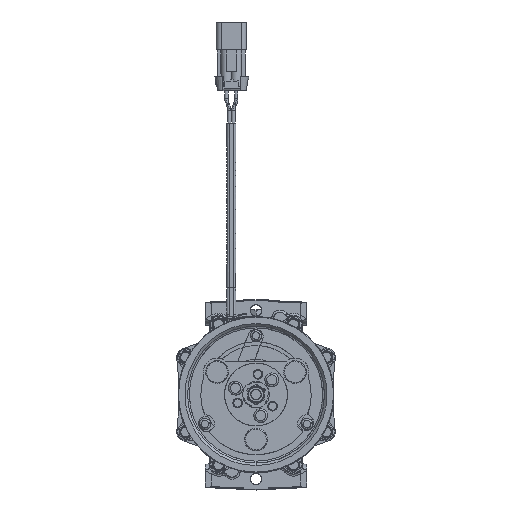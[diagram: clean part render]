
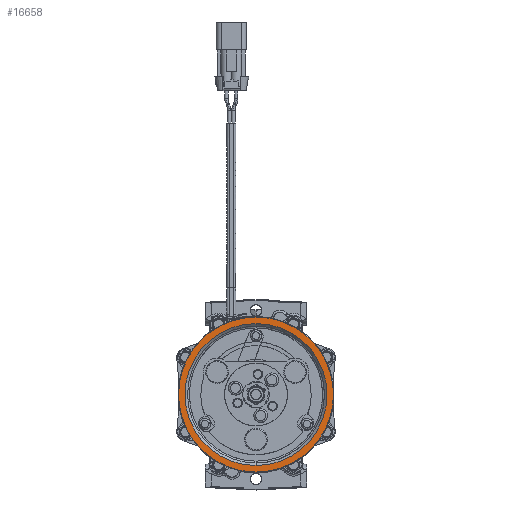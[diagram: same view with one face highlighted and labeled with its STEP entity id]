
A CAD part, top view. The second image highlights one B-rep face of the part: STEP entity #16658.
In plain terms, the highlighted planar face has unit normal (0, 0, 1).
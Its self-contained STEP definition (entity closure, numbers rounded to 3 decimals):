
#16550=CARTESIAN_POINT('Vertex',(0.,56.,176.59)) ;
#16553=CARTESIAN_POINT('Axis2P3D Location',(0.,0.,176.59)) ;
#16557=CARTESIAN_POINT('Vertex',(0.,-56.,176.59)) ;
#16577=CARTESIAN_POINT('Axis2P3D Location',(0.,0.,176.59)) ;
#16589=CARTESIAN_POINT('Axis2P3D Location',(29.293,53.62,176.59)) ;
#16595=CARTESIAN_POINT('Control Point',(0.,-61.1,176.59)) ;
#16596=CARTESIAN_POINT('Control Point',(5.744,-61.1,176.59)) ;
#16597=CARTESIAN_POINT('Control Point',(11.488,-60.425,176.59)) ;
#16598=CARTESIAN_POINT('Control Point',(17.126,-59.075,176.59)) ;
#16599=CARTESIAN_POINT('Control Point',(27.98,-55.075,176.59)) ;
#16600=CARTESIAN_POINT('Control Point',(37.611,-48.668,176.59)) ;
#16601=CARTESIAN_POINT('Control Point',(42.026,-44.911,176.59)) ;
#16602=CARTESIAN_POINT('Control Point',(49.891,-36.429,176.59)) ;
#16603=CARTESIAN_POINT('Control Point',(55.575,-26.355,176.59)) ;
#16604=CARTESIAN_POINT('Control Point',(57.81,-21.005,176.59)) ;
#16605=CARTESIAN_POINT('Control Point',(60.98,-9.881,176.59)) ;
#16606=CARTESIAN_POINT('Control Point',(61.485,1.675,176.59)) ;
#16607=CARTESIAN_POINT('Control Point',(61.054,7.457,176.59)) ;
#16608=CARTESIAN_POINT('Control Point',(58.841,18.81,176.59)) ;
#16609=CARTESIAN_POINT('Control Point',(54.057,29.342,176.59)) ;
#16610=CARTESIAN_POINT('Control Point',(51.055,34.301,176.59)) ;
#16611=CARTESIAN_POINT('Control Point',(43.94,43.422,176.59)) ;
#16612=CARTESIAN_POINT('Control Point',(34.905,50.644,176.59)) ;
#16613=CARTESIAN_POINT('Control Point',(29.981,53.706,176.59)) ;
#16614=CARTESIAN_POINT('Control Point',(21.165,57.837,176.59)) ;
#16615=CARTESIAN_POINT('Control Point',(11.744,60.154,176.59)) ;
#16616=CARTESIAN_POINT('Control Point',(7.852,60.785,176.59)) ;
#16617=CARTESIAN_POINT('Control Point',(3.926,61.1,176.59)) ;
#16618=CARTESIAN_POINT('Control Point',(0.,61.1,176.59)) ;
#16619=CARTESIAN_POINT('Vertex',(0.,-61.1,176.59)) ;
#16621=CARTESIAN_POINT('Vertex',(0.,61.1,176.59)) ;
#16625=CARTESIAN_POINT('Control Point',(0.,61.1,176.59)) ;
#16626=CARTESIAN_POINT('Control Point',(-5.744,61.1,176.59)) ;
#16627=CARTESIAN_POINT('Control Point',(-11.488,60.425,176.59)) ;
#16628=CARTESIAN_POINT('Control Point',(-17.126,59.075,176.59)) ;
#16629=CARTESIAN_POINT('Control Point',(-27.98,55.075,176.59)) ;
#16630=CARTESIAN_POINT('Control Point',(-37.611,48.668,176.59)) ;
#16631=CARTESIAN_POINT('Control Point',(-42.026,44.911,176.59)) ;
#16632=CARTESIAN_POINT('Control Point',(-49.891,36.429,176.59)) ;
#16633=CARTESIAN_POINT('Control Point',(-55.575,26.355,176.59)) ;
#16634=CARTESIAN_POINT('Control Point',(-57.81,21.005,176.59)) ;
#16635=CARTESIAN_POINT('Control Point',(-60.98,9.881,176.59)) ;
#16636=CARTESIAN_POINT('Control Point',(-61.485,-1.675,176.59)) ;
#16637=CARTESIAN_POINT('Control Point',(-61.054,-7.457,176.59)) ;
#16638=CARTESIAN_POINT('Control Point',(-58.841,-18.81,176.59)) ;
#16639=CARTESIAN_POINT('Control Point',(-54.057,-29.342,176.59)) ;
#16640=CARTESIAN_POINT('Control Point',(-51.055,-34.301,176.59)) ;
#16641=CARTESIAN_POINT('Control Point',(-43.94,-43.422,176.59)) ;
#16642=CARTESIAN_POINT('Control Point',(-34.905,-50.644,176.59)) ;
#16643=CARTESIAN_POINT('Control Point',(-29.981,-53.706,176.59)) ;
#16644=CARTESIAN_POINT('Control Point',(-21.165,-57.837,176.59)) ;
#16645=CARTESIAN_POINT('Control Point',(-11.744,-60.154,176.59)) ;
#16646=CARTESIAN_POINT('Control Point',(-7.852,-60.785,176.59)) ;
#16647=CARTESIAN_POINT('Control Point',(-3.926,-61.1,176.59)) ;
#16648=CARTESIAN_POINT('Control Point',(0.,-61.1,176.59)) ;
#16554=DIRECTION('Axis2P3D Direction',(0.,0.,1.)) ;
#16578=DIRECTION('Axis2P3D Direction',(0.,0.,1.)) ;
#16590=DIRECTION('Axis2P3D Direction',(0.,0.,1.)) ;
#16591=DIRECTION('Axis2P3D XDirection',(1.,0.,0.)) ;
#16555=AXIS2_PLACEMENT_3D('Circle Axis2P3D',#16553,#16554,$) ;
#16579=AXIS2_PLACEMENT_3D('Circle Axis2P3D',#16577,#16578,$) ;
#16592=AXIS2_PLACEMENT_3D('Plane Axis2P3D',#16589,#16590,#16591) ;
#16651=ORIENTED_EDGE('',*,*,#16623,.T.) ;
#16652=ORIENTED_EDGE('',*,*,#16649,.T.) ;
#16655=ORIENTED_EDGE('',*,*,#16559,.F.) ;
#16656=ORIENTED_EDGE('',*,*,#16581,.F.) ;
#16657=FACE_BOUND('',#16654,.T.) ;
#16658=ADVANCED_FACE('',(#16653,#16657),#16593,.T.) ;
#16594=B_SPLINE_CURVE_WITH_KNOTS('',5,(#16595,#16596,#16597,#16598,#16599,#16600,#16601,#16602,#16603,#16604,#16605,#16606,#16607,#16608,#16609,#16610,#16611,#16612,#16613,#16614,#16615,#16616,#16617,#16618),.UNSPECIFIED.,.F.,.U.,(6,3,3,3,3,3,3,6),(0.,40.616,81.232,121.848,162.465,203.081,243.697,271.458),.UNSPECIFIED.) ;
#16624=B_SPLINE_CURVE_WITH_KNOTS('',5,(#16625,#16626,#16627,#16628,#16629,#16630,#16631,#16632,#16633,#16634,#16635,#16636,#16637,#16638,#16639,#16640,#16641,#16642,#16643,#16644,#16645,#16646,#16647,#16648),.UNSPECIFIED.,.F.,.U.,(6,3,3,3,3,3,3,6),(0.,40.616,81.232,121.848,162.465,203.081,243.697,271.458),.UNSPECIFIED.) ;
#16556=CIRCLE('generated circle',#16555,56.) ;
#16580=CIRCLE('generated circle',#16579,56.) ;
#16559=EDGE_CURVE('',#16551,#16558,#16556,.T.) ;
#16581=EDGE_CURVE('',#16558,#16551,#16580,.T.) ;
#16623=EDGE_CURVE('',#16620,#16622,#16594,.T.) ;
#16649=EDGE_CURVE('',#16622,#16620,#16624,.T.) ;
#16650=EDGE_LOOP('',(#16651,#16652)) ;
#16654=EDGE_LOOP('',(#16655,#16656)) ;
#16653=FACE_OUTER_BOUND('',#16650,.T.) ;
#16593=PLANE('Plane',#16592) ;
#16551=VERTEX_POINT('',#16550) ;
#16558=VERTEX_POINT('',#16557) ;
#16620=VERTEX_POINT('',#16619) ;
#16622=VERTEX_POINT('',#16621) ;
